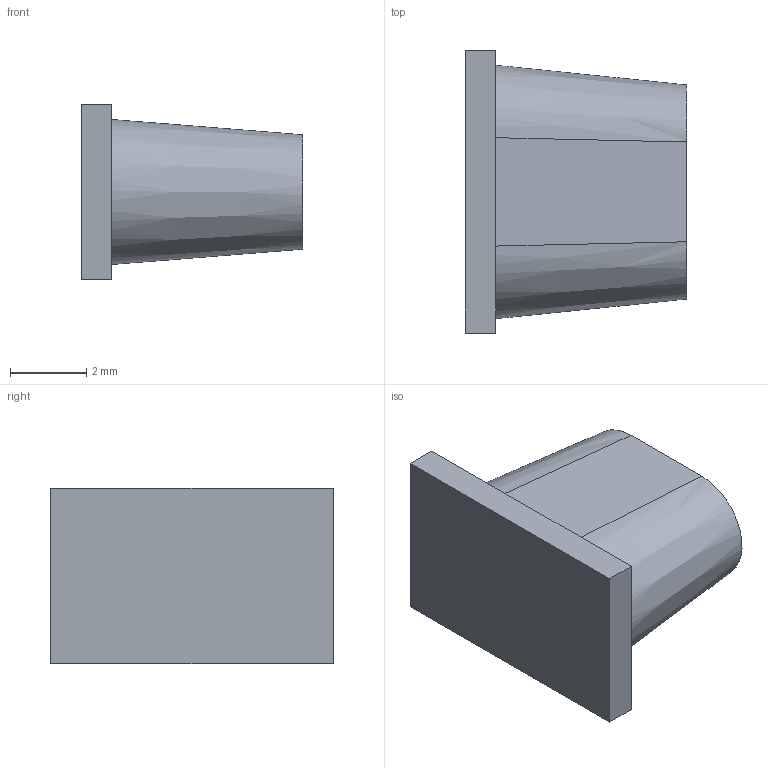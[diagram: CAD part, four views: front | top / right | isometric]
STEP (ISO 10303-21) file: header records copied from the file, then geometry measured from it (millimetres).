
FILE_DESCRIPTION(/* description */ ('STEP AP214'),/* implementation_level */ '2;1');
FILE_NAME(/* name */ '681926bd50d50a4ee48758fc',/* time_stamp */ '2025-05-05T20:59:42Z',/* author */ (''),/* organization */ (''),/* preprocessor_version */ 'ST-DEVELOPER v20',/* originating_system */ 'ONSHAPE BY PTC INC, 1.197',/* authorisation */ ' ');
FILE_SCHEMA (('AUTOMOTIVE_DESIGN {1 0 10303 214 3 1 1}'));
Length unit declared in the file: metre
Products named in the file (1): Compound
Bounding box: 5.8 x 7.4 x 4.6 mm (x, y, z)
Volume: 119.3 mm3; surface area: 161.1 mm2
Topology: 1 solids, 1 shells, 11 faces, 24 edges, 16 vertices
Faces by surface type: plane 9, bspline 2
Entity records: 558 total; most frequent: CARTESIAN_POINT 218, ORIENTED_EDGE 48, DIRECTION 40, EDGE_CURVE 24, LINE 20, VECTOR 20, VERTEX_POINT 16, EDGE_LOOP 12
